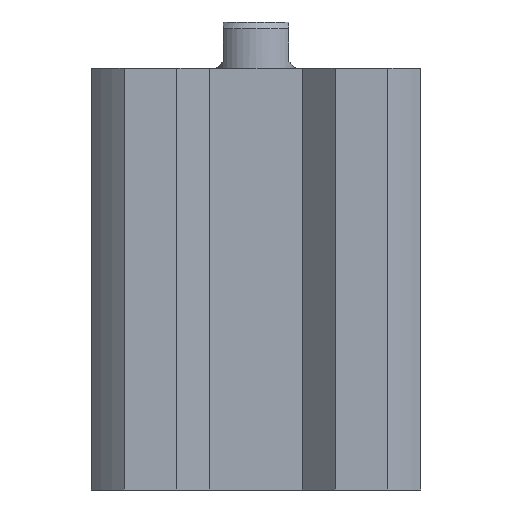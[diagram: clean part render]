
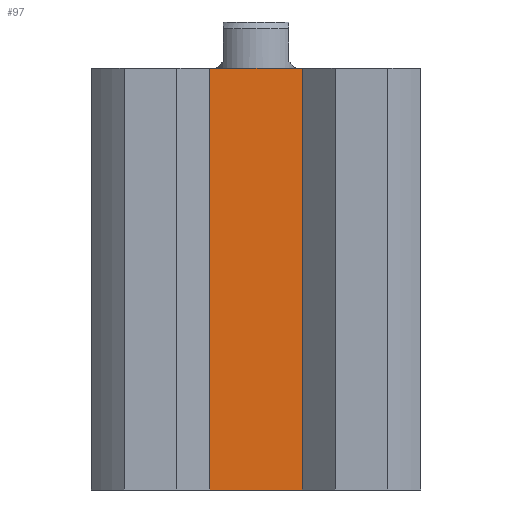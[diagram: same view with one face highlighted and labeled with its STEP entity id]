
A CAD part, front view. The second image highlights one B-rep face of the part: STEP entity #97.
In plain terms, the highlighted planar face has unit normal (0, -1, 0).
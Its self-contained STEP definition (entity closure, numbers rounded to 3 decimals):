
#97 = ADVANCED_FACE ( 'NONE', ( #131 ), #2792, .F. ) ;
#101 = CARTESIAN_POINT ( 'NONE',  ( -3.5, -10., -16. ) ) ;
#131 = FACE_OUTER_BOUND ( 'NONE', #4248, .T. ) ;
#214 = EDGE_CURVE ( 'NONE', #2258, #3699, #2636, .T. ) ;
#245 = EDGE_CURVE ( 'NONE', #3699, #4279, #3947, .T. ) ;
#246 = DIRECTION ( 'NONE',  ( 1., 0., 0. ) ) ;
#444 = DIRECTION ( 'NONE',  ( 0., 0., -1. ) ) ;
#458 = CARTESIAN_POINT ( 'NONE',  ( 3.5, -10., 16. ) ) ;
#599 = VECTOR ( 'NONE', #444, 1000. ) ;
#885 = CARTESIAN_POINT ( 'NONE',  ( 3.5, -10., -16. ) ) ;
#1465 = EDGE_CURVE ( 'NONE', #2258, #2791, #2499, .T. ) ;
#1608 = ORIENTED_EDGE ( 'NONE', *, *, #245, .F. ) ;
#1645 = ORIENTED_EDGE ( 'NONE', *, *, #214, .F. ) ;
#1692 = VECTOR ( 'NONE', #246, 1000. ) ;
#1876 = DIRECTION ( 'NONE',  ( -1., 0., 0. ) ) ;
#1916 = EDGE_CURVE ( 'NONE', #2791, #4279, #3901, .T. ) ;
#2005 = CARTESIAN_POINT ( 'NONE',  ( 3.5, -10., -16. ) ) ;
#2109 = AXIS2_PLACEMENT_3D ( 'NONE', #458, #2186, #1876 ) ;
#2186 = DIRECTION ( 'NONE',  ( 0., 1., 0. ) ) ;
#2258 = VERTEX_POINT ( 'NONE', #3525 ) ;
#2285 = CARTESIAN_POINT ( 'NONE',  ( 3.5, -10., 16. ) ) ;
#2499 = LINE ( 'NONE', #3870, #599 ) ;
#2636 = LINE ( 'NONE', #2285, #1692 ) ;
#2791 = VERTEX_POINT ( 'NONE', #101 ) ;
#2792 = PLANE ( 'NONE',  #2109 ) ;
#2852 = ORIENTED_EDGE ( 'NONE', *, *, #1916, .T. ) ;
#2913 = CARTESIAN_POINT ( 'NONE',  ( 3.5, -10., 16. ) ) ;
#2974 = DIRECTION ( 'NONE',  ( 0., 0., -1. ) ) ;
#3144 = ORIENTED_EDGE ( 'NONE', *, *, #1465, .T. ) ;
#3267 = DIRECTION ( 'NONE',  ( 1., 0., 0. ) ) ;
#3525 = CARTESIAN_POINT ( 'NONE',  ( -3.5, -10., 16. ) ) ;
#3699 = VERTEX_POINT ( 'NONE', #3836 ) ;
#3836 = CARTESIAN_POINT ( 'NONE',  ( 3.5, -10., 16. ) ) ;
#3841 = VECTOR ( 'NONE', #2974, 1000. ) ;
#3870 = CARTESIAN_POINT ( 'NONE',  ( -3.5, -10., 16. ) ) ;
#3901 = LINE ( 'NONE', #885, #4291 ) ;
#3947 = LINE ( 'NONE', #2913, #3841 ) ;
#4248 = EDGE_LOOP ( 'NONE', ( #1608, #1645, #3144, #2852 ) ) ;
#4279 = VERTEX_POINT ( 'NONE', #2005 ) ;
#4291 = VECTOR ( 'NONE', #3267, 1000. ) ;
